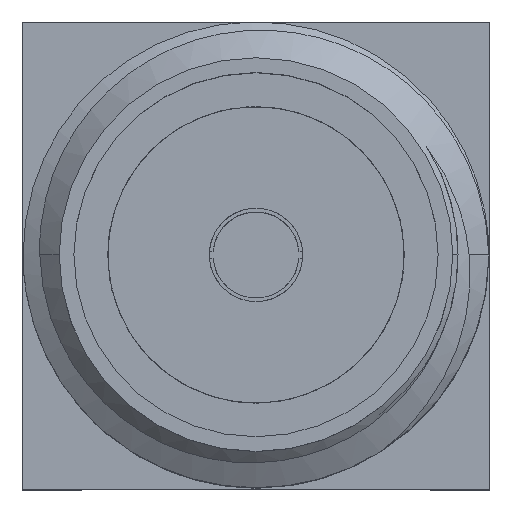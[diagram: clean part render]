
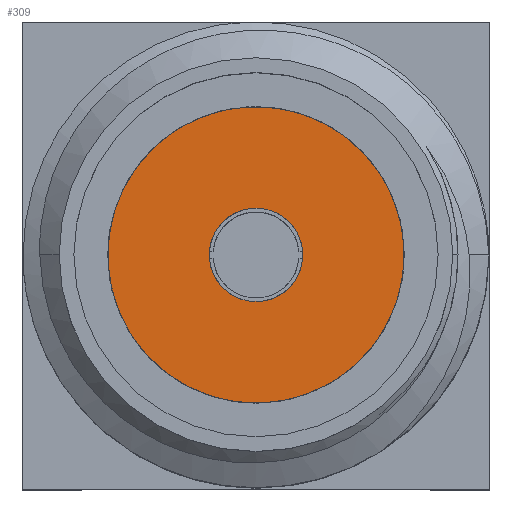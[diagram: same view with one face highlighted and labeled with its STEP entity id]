
A CAD part, top view. The second image highlights one B-rep face of the part: STEP entity #309.
In plain terms, the highlighted planar face has unit normal (0, 0, 1).
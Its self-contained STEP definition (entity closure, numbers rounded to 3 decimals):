
#309=ADVANCED_FACE('',(#658,#659),#660,.F.);
#658=FACE_OUTER_BOUND('',#1341,.T.);
#659=FACE_BOUND('',#1342,.T.);
#660=PLANE('',#1343);
#1341=EDGE_LOOP('',(#2201,#2202,#2203));
#1342=EDGE_LOOP('',(#2204,#2205,#2206));
#1343=AXIS2_PLACEMENT_3D('',#2207,#2208,#2209);
#2201=ORIENTED_EDGE('',*,*,#2839,.F.);
#2202=ORIENTED_EDGE('',*,*,#2838,.F.);
#2203=ORIENTED_EDGE('',*,*,#2814,.F.);
#2204=ORIENTED_EDGE('',*,*,#2833,.T.);
#2205=ORIENTED_EDGE('',*,*,#2821,.T.);
#2206=ORIENTED_EDGE('',*,*,#2834,.T.);
#2207=CARTESIAN_POINT('',(0.,0.,7.52));
#2208=DIRECTION('',(0.,0.,-1.0));
#2209=DIRECTION('',(0.722,0.692,0.));
#2814=EDGE_CURVE('',#3357,#3360,#3361,.T.);
#2821=EDGE_CURVE('',#3367,#3371,#3373,.T.);
#2833=EDGE_CURVE('',#3389,#3367,#3390,.T.);
#2834=EDGE_CURVE('',#3371,#3389,#3391,.T.);
#2838=EDGE_CURVE('',#3360,#3396,#3397,.T.);
#2839=EDGE_CURVE('',#3396,#3357,#3398,.T.);
#3357=VERTEX_POINT('',#7315);
#3360=VERTEX_POINT('',#7319);
#3361=CIRCLE('',#7320,2.015);
#3367=VERTEX_POINT('',#7327);
#3371=VERTEX_POINT('',#7332);
#3373=CIRCLE('',#7335,0.635);
#3389=VERTEX_POINT('',#7353);
#3390=CIRCLE('',#7354,0.635);
#3391=CIRCLE('',#7355,0.635);
#3396=VERTEX_POINT('',#7360);
#3397=CIRCLE('',#7361,2.015);
#3398=CIRCLE('',#7362,2.015);
#7315=CARTESIAN_POINT('',(1.394,-1.455,7.52));
#7319=CARTESIAN_POINT('',(-1.394,1.455,7.52));
#7320=AXIS2_PLACEMENT_3D('',#7784,#7785,#7786);
#7327=CARTESIAN_POINT('',(0.439,-0.459,7.52));
#7332=CARTESIAN_POINT('',(-0.439,0.459,7.52));
#7335=AXIS2_PLACEMENT_3D('',#7796,#7797,#7798);
#7353=CARTESIAN_POINT('',(0.459,0.439,7.52));
#7354=AXIS2_PLACEMENT_3D('',#7816,#7817,#7818);
#7355=AXIS2_PLACEMENT_3D('',#7819,#7820,#7821);
#7360=CARTESIAN_POINT('',(1.455,1.394,7.52));
#7361=AXIS2_PLACEMENT_3D('',#7828,#7829,#7830);
#7362=AXIS2_PLACEMENT_3D('',#7831,#7832,#7833);
#7784=CARTESIAN_POINT('',(0.,0.,7.52));
#7785=DIRECTION('',(0.,0.,-1.0));
#7786=DIRECTION('',(0.722,0.692,0.));
#7796=CARTESIAN_POINT('',(0.,0.,7.52));
#7797=DIRECTION('',(0.,0.,-1.0));
#7798=DIRECTION('',(0.722,0.692,0.));
#7816=CARTESIAN_POINT('',(0.,0.,7.52));
#7817=DIRECTION('',(0.,0.,-1.0));
#7818=DIRECTION('',(0.722,0.692,0.));
#7819=CARTESIAN_POINT('',(0.,0.,7.52));
#7820=DIRECTION('',(0.,0.,-1.0));
#7821=DIRECTION('',(0.722,0.692,0.));
#7828=CARTESIAN_POINT('',(0.,0.,7.52));
#7829=DIRECTION('',(0.,0.,-1.0));
#7830=DIRECTION('',(0.722,0.692,0.));
#7831=CARTESIAN_POINT('',(0.,0.,7.52));
#7832=DIRECTION('',(0.,0.,-1.0));
#7833=DIRECTION('',(0.722,0.692,0.));
